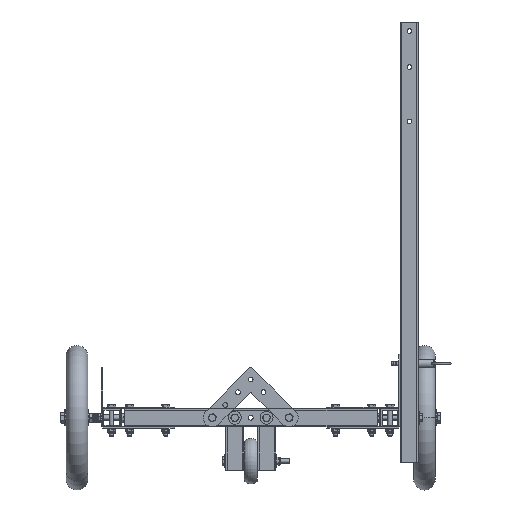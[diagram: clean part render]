
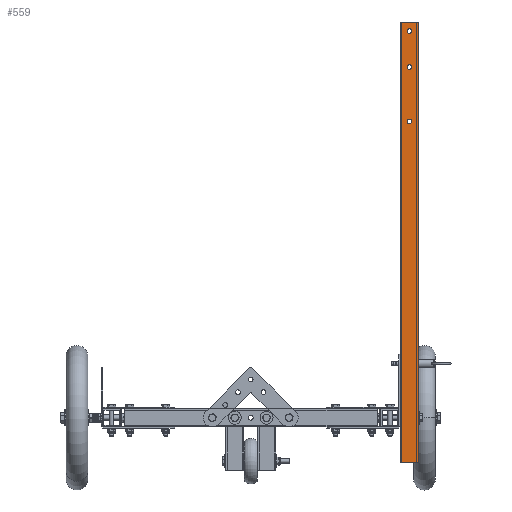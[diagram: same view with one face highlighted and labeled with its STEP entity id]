
A CAD part, front view. The second image highlights one B-rep face of the part: STEP entity #559.
In plain terms, the highlighted face is planar.
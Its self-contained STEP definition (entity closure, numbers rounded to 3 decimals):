
#258 = EDGE_CURVE('',#259,#261,#263,.T.);
#259 = VERTEX_POINT('',#260);
#260 = CARTESIAN_POINT('',(-12.5,0.,-12.5));
#261 = VERTEX_POINT('',#262);
#262 = CARTESIAN_POINT('',(-12.5,-610.,-12.5));
#263 = LINE('',#264,#265);
#264 = CARTESIAN_POINT('',(-12.5,0.,-12.5));
#265 = VECTOR('',#266,1.);
#266 = DIRECTION('',(0.,-1.,0.));
#324 = VERTEX_POINT('',#325);
#325 = CARTESIAN_POINT('',(12.5,0.,-12.5));
#331 = EDGE_CURVE('',#324,#259,#332,.T.);
#332 = LINE('',#333,#334);
#333 = CARTESIAN_POINT('',(12.5,0.,-12.5));
#334 = VECTOR('',#335,1.);
#335 = DIRECTION('',(-1.,0.,0.));
#382 = VERTEX_POINT('',#383);
#383 = CARTESIAN_POINT('',(12.5,-610.,-12.5));
#389 = EDGE_CURVE('',#382,#261,#390,.T.);
#390 = LINE('',#391,#392);
#391 = CARTESIAN_POINT('',(12.5,-610.,-12.5));
#392 = VECTOR('',#393,1.);
#393 = DIRECTION('',(-1.,0.,0.));
#440 = EDGE_CURVE('',#324,#382,#441,.T.);
#441 = LINE('',#442,#443);
#442 = CARTESIAN_POINT('',(12.5,0.,-12.5));
#443 = VECTOR('',#444,1.);
#444 = DIRECTION('',(0.,-1.,0.));
#559 = ADVANCED_FACE('',(#560,#566,#577,#588),#599,.T.);
#560 = FACE_BOUND('',#561,.T.);
#561 = EDGE_LOOP('',(#562,#563,#564,#565));
#562 = ORIENTED_EDGE('',*,*,#440,.T.);
#563 = ORIENTED_EDGE('',*,*,#389,.T.);
#564 = ORIENTED_EDGE('',*,*,#258,.F.);
#565 = ORIENTED_EDGE('',*,*,#331,.F.);
#566 = FACE_BOUND('',#567,.T.);
#567 = EDGE_LOOP('',(#568));
#568 = ORIENTED_EDGE('',*,*,#569,.T.);
#569 = EDGE_CURVE('',#570,#570,#572,.T.);
#570 = VERTEX_POINT('',#571);
#571 = CARTESIAN_POINT('',(0.,-600.75,-12.5));
#572 = CIRCLE('',#573,3.25);
#573 = AXIS2_PLACEMENT_3D('',#574,#575,#576);
#574 = CARTESIAN_POINT('',(0.,-597.5,-12.5));
#575 = DIRECTION('',(0.,0.,1.));
#576 = DIRECTION('',(0.,-1.,0.));
#577 = FACE_BOUND('',#578,.T.);
#578 = EDGE_LOOP('',(#579));
#579 = ORIENTED_EDGE('',*,*,#580,.T.);
#580 = EDGE_CURVE('',#581,#581,#583,.T.);
#581 = VERTEX_POINT('',#582);
#582 = CARTESIAN_POINT('',(0.,-550.75,-12.5));
#583 = CIRCLE('',#584,3.25);
#584 = AXIS2_PLACEMENT_3D('',#585,#586,#587);
#585 = CARTESIAN_POINT('',(0.,-547.5,-12.5));
#586 = DIRECTION('',(0.,0.,1.));
#587 = DIRECTION('',(0.,-1.,0.));
#588 = FACE_BOUND('',#589,.T.);
#589 = EDGE_LOOP('',(#590));
#590 = ORIENTED_EDGE('',*,*,#591,.T.);
#591 = EDGE_CURVE('',#592,#592,#594,.T.);
#592 = VERTEX_POINT('',#593);
#593 = CARTESIAN_POINT('',(0.,-475.75,-12.5));
#594 = CIRCLE('',#595,3.25);
#595 = AXIS2_PLACEMENT_3D('',#596,#597,#598);
#596 = CARTESIAN_POINT('',(0.,-472.5,-12.5));
#597 = DIRECTION('',(0.,0.,1.));
#598 = DIRECTION('',(0.,-1.,0.));
#599 = PLANE('',#600);
#600 = AXIS2_PLACEMENT_3D('',#601,#602,#603);
#601 = CARTESIAN_POINT('',(12.5,0.,-12.5));
#602 = DIRECTION('',(0.,0.,-1.));
#603 = DIRECTION('',(-1.,0.,0.));
